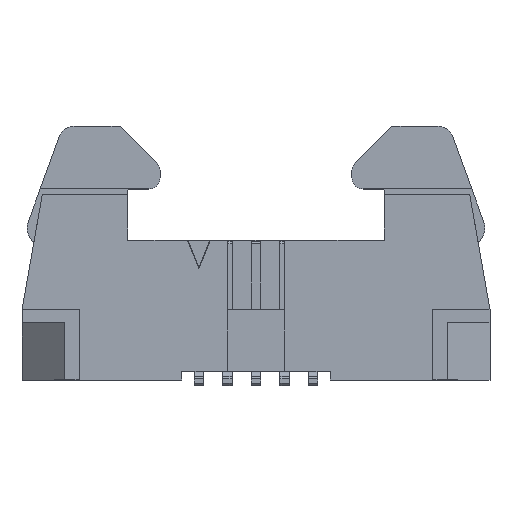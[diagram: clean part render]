
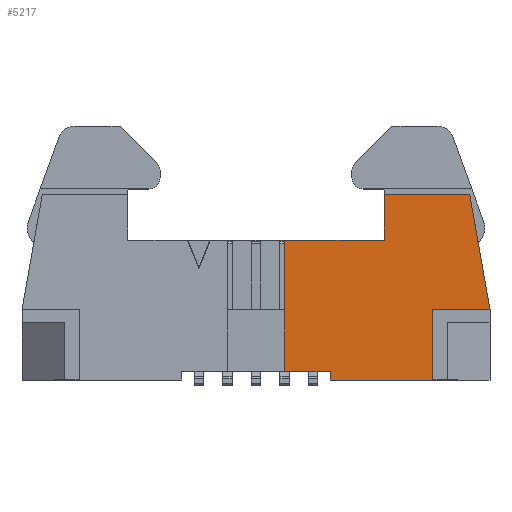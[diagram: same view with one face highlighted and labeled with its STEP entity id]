
A CAD part, top view. The second image highlights one B-rep face of the part: STEP entity #5217.
In plain terms, the highlighted planar face has unit normal (0, 0, 1).
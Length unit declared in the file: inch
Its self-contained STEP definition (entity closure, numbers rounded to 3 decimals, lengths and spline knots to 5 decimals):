
#1207=ORIENTED_EDGE('',*,*,#2205,.T.);
#1208=ORIENTED_EDGE('',*,*,#2206,.T.);
#1209=ORIENTED_EDGE('',*,*,#2207,.T.);
#1210=ORIENTED_EDGE('',*,*,#2208,.T.);
#1211=ORIENTED_EDGE('',*,*,#2209,.T.);
#1212=ORIENTED_EDGE('',*,*,#2210,.T.);
#1213=ORIENTED_EDGE('',*,*,#2211,.F.);
#1214=ORIENTED_EDGE('',*,*,#2212,.F.);
#1215=ORIENTED_EDGE('',*,*,#2213,.T.);
#1216=ORIENTED_EDGE('',*,*,#2214,.T.);
#1217=ORIENTED_EDGE('',*,*,#2215,.T.);
#2205=EDGE_CURVE('',#2776,#2777,#3412,.T.);
#2206=EDGE_CURVE('',#2777,#2717,#3413,.T.);
#2207=EDGE_CURVE('',#2717,#2778,#3414,.T.);
#2208=EDGE_CURVE('',#2778,#2779,#3415,.T.);
#2209=EDGE_CURVE('',#2779,#2780,#3416,.T.);
#2210=EDGE_CURVE('',#2780,#2781,#3417,.T.);
#2211=EDGE_CURVE('',#2782,#2781,#3418,.T.);
#2212=EDGE_CURVE('',#2783,#2782,#3419,.T.);
#2213=EDGE_CURVE('',#2783,#2784,#3420,.T.);
#2214=EDGE_CURVE('',#2784,#2785,#3421,.T.);
#2215=EDGE_CURVE('',#2785,#2776,#3422,.T.);
#2717=VERTEX_POINT('',#8004);
#2776=VERTEX_POINT('',#8162);
#2777=VERTEX_POINT('',#8163);
#2778=VERTEX_POINT('',#8166);
#2779=VERTEX_POINT('',#8168);
#2780=VERTEX_POINT('',#8170);
#2781=VERTEX_POINT('',#8172);
#2782=VERTEX_POINT('',#8174);
#2783=VERTEX_POINT('',#8176);
#2784=VERTEX_POINT('',#8178);
#2785=VERTEX_POINT('',#8180);
#3412=LINE('',#8161,#4109);
#3413=LINE('',#8164,#4110);
#3414=LINE('',#8165,#4111);
#3415=LINE('',#8167,#4112);
#3416=LINE('',#8169,#4113);
#3417=LINE('',#8171,#4114);
#3418=LINE('',#8173,#4115);
#3419=LINE('',#8175,#4116);
#3420=LINE('',#8177,#4117);
#3421=LINE('',#8179,#4118);
#3422=LINE('',#8181,#4119);
#4109=VECTOR('',#6654,39.37008);
#4110=VECTOR('',#6655,39.37008);
#4111=VECTOR('',#6656,39.37008);
#4112=VECTOR('',#6657,39.37008);
#4113=VECTOR('',#6658,39.37008);
#4114=VECTOR('',#6659,39.37008);
#4115=VECTOR('',#6660,39.37008);
#4116=VECTOR('',#6661,39.37008);
#4117=VECTOR('',#6662,39.37008);
#4118=VECTOR('',#6663,39.37008);
#4119=VECTOR('',#6664,39.37008);
#4456=EDGE_LOOP('',(#1207,#1208,#1209,#1210,#1211,#1212,#1213,#1214,#1215,
#1216,#1217));
#4719=FACE_BOUND('',#4456,.T.);
#4962=PLANE('',#5562);
#5217=ADVANCED_FACE('',(#4719),#4962,.T.);
#5562=AXIS2_PLACEMENT_3D('',#8160,#6652,#6653);
#6652=DIRECTION('',(0.,0.,1.));
#6653=DIRECTION('',(1.,0.,0.));
#6654=DIRECTION('',(-1.,0.,0.));
#6655=DIRECTION('',(0.,-1.,0.));
#6656=DIRECTION('',(0.,-1.,0.));
#6657=DIRECTION('',(1.,0.,0.));
#6658=DIRECTION('',(0.,-1.,0.));
#6659=DIRECTION('',(1.,0.,0.));
#6660=DIRECTION('',(0.,-1.,0.));
#6661=DIRECTION('',(-1.,0.,0.));
#6662=DIRECTION('',(-0.174,0.985,0.));
#6663=DIRECTION('',(-1.,0.,0.));
#6664=DIRECTION('',(0.,-1.,0.));
#8004=CARTESIAN_POINT('',(0.05,0.123,0.1115));
#8160=CARTESIAN_POINT('',(0.,0.,0.1115));
#8161=CARTESIAN_POINT('',(0.225,0.245,0.1115));
#8162=CARTESIAN_POINT('',(0.225,0.245,0.1115));
#8163=CARTESIAN_POINT('',(0.05,0.245,0.1115));
#8164=CARTESIAN_POINT('',(0.05,0.,0.1115));
#8165=CARTESIAN_POINT('',(0.05,0.123,0.1115));
#8166=CARTESIAN_POINT('',(0.05,0.015,0.1115));
#8167=CARTESIAN_POINT('',(0.,0.015,0.1115));
#8168=CARTESIAN_POINT('',(0.13,0.015,0.1115));
#8169=CARTESIAN_POINT('',(0.13,0.,0.1115));
#8170=CARTESIAN_POINT('',(0.13,0.,0.1115));
#8171=CARTESIAN_POINT('',(-0.41,0.,0.1115));
#8172=CARTESIAN_POINT('',(0.31,0.,0.1115));
#8173=CARTESIAN_POINT('',(0.31,0.123,0.1115));
#8174=CARTESIAN_POINT('',(0.31,0.123,0.1115));
#8175=CARTESIAN_POINT('',(0.,0.123,0.1115));
#8176=CARTESIAN_POINT('',(0.41,0.123,0.1115));
#8177=CARTESIAN_POINT('',(0.41,0.123,0.1115));
#8178=CARTESIAN_POINT('',(0.37438,0.325,0.1115));
#8179=CARTESIAN_POINT('',(0.37438,0.325,0.1115));
#8180=CARTESIAN_POINT('',(0.225,0.325,0.1115));
#8181=CARTESIAN_POINT('',(0.225,0.325,0.1115));
